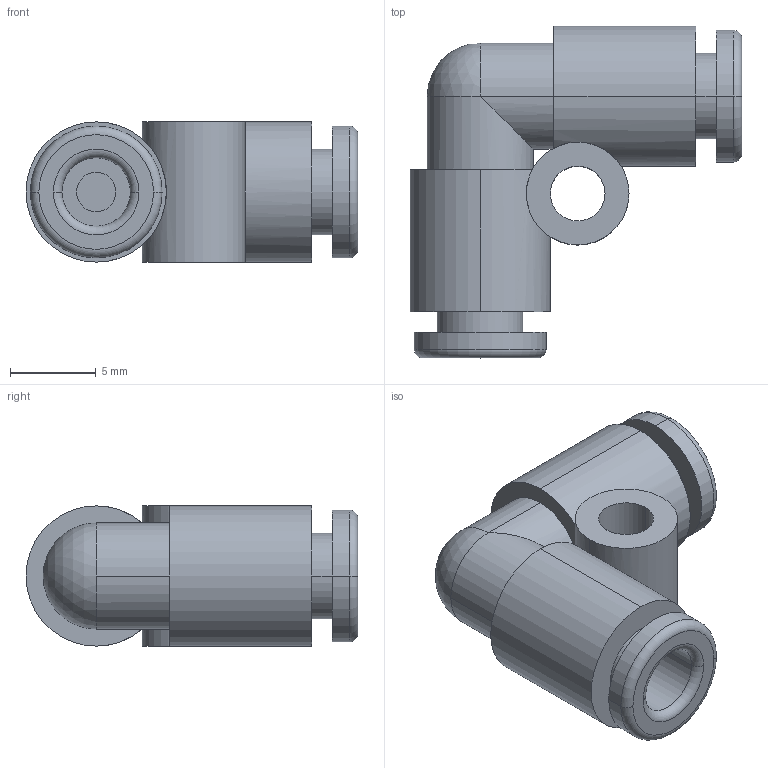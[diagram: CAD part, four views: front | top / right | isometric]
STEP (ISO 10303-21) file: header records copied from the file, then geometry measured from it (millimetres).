
FILE_DESCRIPTION (( 'STEP AP214' ), '1' );
FILE_NAME ('KQ2L04-00A.step.step', '2016-01-29T16:47:06', ( 'Windows User' ), ( '' ), 'SwSTEP 2.0', 'SolidWorks 2016', '' );
FILE_SCHEMA (( 'AUTOMOTIVE_DESIGN' ));
Length unit declared in the file: millimetre
Products named in the file (2): KQ2L04-00A.step; KQ2L04-00A.step_KQ2L-metric_KQ2L04-00A
Assembly tree (1 placements, depth 2):
  KQ2L04-00A.step
    KQ2L04-00A.step_KQ2L-metric_KQ2L04-00A
Bounding box: 19.4 x 19.4 x 8.2 mm (x, y, z)
Volume: 1095.1 mm3; surface area: 1471.7 mm2
Topology: 1 solids, 1 shells, 48 faces, 112 edges, 71 vertices
Faces by surface type: cylinder 24, plane 13, torus 10, sphere 1
Entity records: 1580 total; most frequent: CARTESIAN_POINT 339, DIRECTION 277, ORIENTED_EDGE 220, AXIS2_PLACEMENT_3D 124, EDGE_CURVE 110, CIRCLE 72, VERTEX_POINT 70, EDGE_LOOP 58
